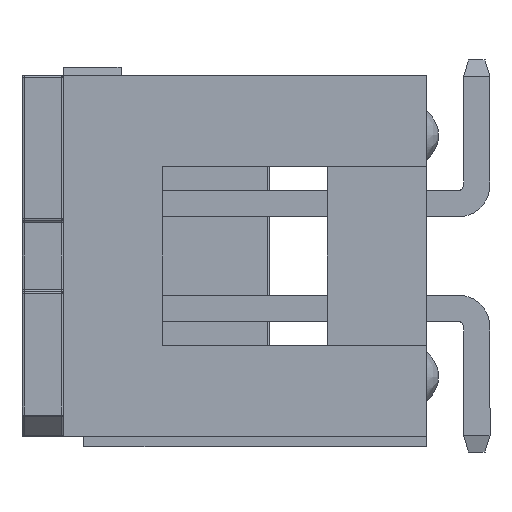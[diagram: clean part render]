
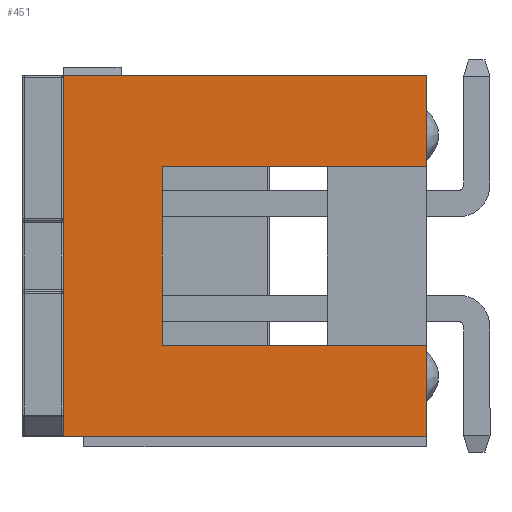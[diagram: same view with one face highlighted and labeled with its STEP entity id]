
A CAD part, left-side view. The second image highlights one B-rep face of the part: STEP entity #451.
In plain terms, the highlighted planar face has unit normal (-1, 0, 0).
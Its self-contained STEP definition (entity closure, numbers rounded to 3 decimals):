
#36 = DIRECTION ( 'NONE',  ( 0., 0., 1. ) ) ;
#451 = ADVANCED_FACE ( 'NONE', ( #691 ), #8634, .F. ) ;
#473 = ORIENTED_EDGE ( 'NONE', *, *, #5202, .T. ) ;
#475 = ORIENTED_EDGE ( 'NONE', *, *, #7881, .T. ) ;
#518 = CARTESIAN_POINT ( 'NONE',  ( 0., 8.8, -4.375 ) ) ;
#534 = DIRECTION ( 'NONE',  ( 0., 0., -1. ) ) ;
#549 = CARTESIAN_POINT ( 'NONE',  ( 0., 0., -4.375 ) ) ;
#691 = FACE_OUTER_BOUND ( 'NONE', #6418, .T. ) ;
#787 = CARTESIAN_POINT ( 'NONE',  ( 0., 0., 2.166 ) ) ;
#1531 = EDGE_CURVE ( 'NONE', #2429, #2419, #5072, .T. ) ;
#1720 = DIRECTION ( 'NONE',  ( 1., 0., 0. ) ) ;
#1915 = ORIENTED_EDGE ( 'NONE', *, *, #2814, .F. ) ;
#1945 = DIRECTION ( 'NONE',  ( 0., -1., 0. ) ) ;
#1957 = CARTESIAN_POINT ( 'NONE',  ( 0., 6.4, 4.375 ) ) ;
#1967 = CARTESIAN_POINT ( 'NONE',  ( 0., 0., 4.375 ) ) ;
#2204 = DIRECTION ( 'NONE',  ( 0., 1., 0. ) ) ;
#2404 = VERTEX_POINT ( 'NONE', #787 ) ;
#2419 = VERTEX_POINT ( 'NONE', #3682 ) ;
#2429 = VERTEX_POINT ( 'NONE', #9047 ) ;
#2803 = LINE ( 'NONE', #6344, #8518 ) ;
#2814 = EDGE_CURVE ( 'NONE', #7812, #5882, #9118, .T. ) ;
#2834 = LINE ( 'NONE', #549, #4576 ) ;
#3022 = DIRECTION ( 'NONE',  ( 0., 0., -1. ) ) ;
#3296 = LINE ( 'NONE', #1957, #4209 ) ;
#3464 = EDGE_CURVE ( 'NONE', #6199, #4710, #2834, .T. ) ;
#3522 = CARTESIAN_POINT ( 'NONE',  ( 0., 0., -2.166 ) ) ;
#3592 = EDGE_CURVE ( 'NONE', #7812, #4710, #3674, .T. ) ;
#3638 = CARTESIAN_POINT ( 'NONE',  ( 0., 0., 4.375 ) ) ;
#3674 = LINE ( 'NONE', #7347, #5036 ) ;
#3675 = ORIENTED_EDGE ( 'NONE', *, *, #3464, .F. ) ;
#3682 = CARTESIAN_POINT ( 'NONE',  ( 0., 0., -2.166 ) ) ;
#3799 = AXIS2_PLACEMENT_3D ( 'NONE', #8900, #1720, #534 ) ;
#4031 = EDGE_CURVE ( 'NONE', #2404, #6061, #2803, .T. ) ;
#4209 = VECTOR ( 'NONE', #7571, 1000. ) ;
#4478 = LINE ( 'NONE', #3638, #9237 ) ;
#4576 = VECTOR ( 'NONE', #2204, 1000. ) ;
#4584 = CARTESIAN_POINT ( 'NONE',  ( 0., 0., 4.375 ) ) ;
#4612 = ORIENTED_EDGE ( 'NONE', *, *, #3592, .T. ) ;
#4710 = VERTEX_POINT ( 'NONE', #518 ) ;
#4895 = LINE ( 'NONE', #1967, #5721 ) ;
#5036 = VECTOR ( 'NONE', #3022, 1000. ) ;
#5072 = LINE ( 'NONE', #3522, #8585 ) ;
#5202 = EDGE_CURVE ( 'NONE', #2404, #5882, #4478, .T. ) ;
#5312 = CARTESIAN_POINT ( 'NONE',  ( 0., 8.8, 4.375 ) ) ;
#5585 = CARTESIAN_POINT ( 'NONE',  ( 0., 6.4, 2.166 ) ) ;
#5628 = DIRECTION ( 'NONE',  ( 0., 1., 0. ) ) ;
#5721 = VECTOR ( 'NONE', #9136, 1000. ) ;
#5758 = ORIENTED_EDGE ( 'NONE', *, *, #8265, .F. ) ;
#5882 = VERTEX_POINT ( 'NONE', #4584 ) ;
#5883 = ORIENTED_EDGE ( 'NONE', *, *, #4031, .F. ) ;
#6061 = VERTEX_POINT ( 'NONE', #5585 ) ;
#6199 = VERTEX_POINT ( 'NONE', #7675 ) ;
#6207 = CARTESIAN_POINT ( 'NONE',  ( 0., 0., 4.375 ) ) ;
#6344 = CARTESIAN_POINT ( 'NONE',  ( 0., 0., 2.166 ) ) ;
#6418 = EDGE_LOOP ( 'NONE', ( #7112, #5758, #5883, #473, #1915, #4612, #3675, #475 ) ) ;
#7112 = ORIENTED_EDGE ( 'NONE', *, *, #1531, .F. ) ;
#7238 = DIRECTION ( 'NONE',  ( 0., -1., 0. ) ) ;
#7347 = CARTESIAN_POINT ( 'NONE',  ( 0., 8.8, 4.375 ) ) ;
#7571 = DIRECTION ( 'NONE',  ( 0., 0., -1. ) ) ;
#7675 = CARTESIAN_POINT ( 'NONE',  ( 0., 0., -4.375 ) ) ;
#7812 = VERTEX_POINT ( 'NONE', #5312 ) ;
#7881 = EDGE_CURVE ( 'NONE', #6199, #2419, #4895, .T. ) ;
#8265 = EDGE_CURVE ( 'NONE', #6061, #2429, #3296, .T. ) ;
#8518 = VECTOR ( 'NONE', #5628, 1000. ) ;
#8585 = VECTOR ( 'NONE', #7238, 1000. ) ;
#8634 = PLANE ( 'NONE',  #3799 ) ;
#8900 = CARTESIAN_POINT ( 'NONE',  ( 0., 0., 4.375 ) ) ;
#9047 = CARTESIAN_POINT ( 'NONE',  ( 0., 6.4, -2.166 ) ) ;
#9118 = LINE ( 'NONE', #6207, #9293 ) ;
#9136 = DIRECTION ( 'NONE',  ( 0., 0., 1. ) ) ;
#9237 = VECTOR ( 'NONE', #36, 1000. ) ;
#9293 = VECTOR ( 'NONE', #1945, 1000. ) ;
